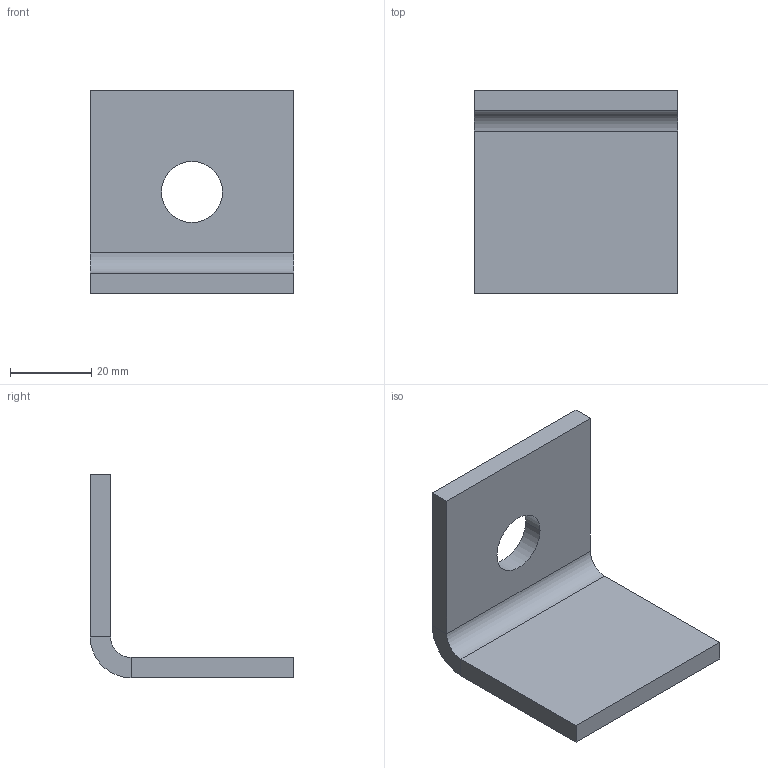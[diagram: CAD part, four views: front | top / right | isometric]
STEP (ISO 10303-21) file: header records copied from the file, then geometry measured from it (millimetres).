
FILE_DESCRIPTION((''),'2;1');
FILE_NAME('PRT0004','2017-03-22T',('leopold.kogler'),(''),'PRO/ENGINEER BY PARAMETRIC TECHNOLOGY CORPORATION, 2008090','PRO/ENGINEER BY PARAMETRIC TECHNOLOGY CORPORATION, 2008090','');
FILE_SCHEMA(('CONFIG_CONTROL_DESIGN'));
Length unit declared in the file: millimetre
Products named in the file (1): PRT0004
Bounding box: 50 x 50 x 50 mm (x, y, z)
Volume: 22061.7 mm3; surface area: 10478.1 mm2
Topology: 1 solids, 1 shells, 16 faces, 34 edges, 20 vertices
Faces by surface type: plane 12, cylinder 4
Entity records: 464 total; most frequent: DIRECTION 74, CARTESIAN_POINT 70, ORIENTED_EDGE 68, EDGE_CURVE 34, VECTOR 26, LINE 26, AXIS2_PLACEMENT_3D 24, VERTEX_POINT 20
